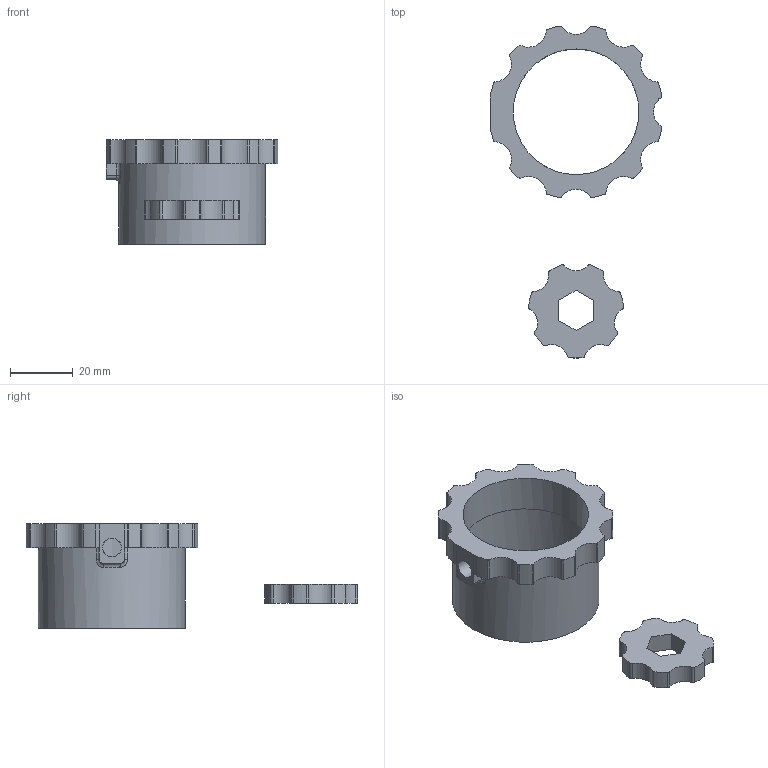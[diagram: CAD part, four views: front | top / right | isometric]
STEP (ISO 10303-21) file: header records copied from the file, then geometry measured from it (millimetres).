
FILE_DESCRIPTION(/* description */ (''),/* implementation_level */ '2;1');
FILE_NAME(/* name */ 'hopup v9.step',/* time_stamp */ '2020-08-24T19:02:58-07:00',/* author */ (''),/* organization */ (''),/* preprocessor_version */ 'ST-DEVELOPER v18.1',/* originating_system */ 'Autodesk Translation Framework v9.3.0.1241',/* authorisation */ '');
FILE_SCHEMA (('AUTOMOTIVE_DESIGN { 1 0 10303 214 3 1 1 }'));
Length unit declared in the file: inch
Products named in the file (1): hopup
Bounding box: 54.96 x 106.18 x 33.4 mm (x, y, z)
Volume: 15052.1 mm3; surface area: 13714 mm2
Topology: 2 solids, 2 shells, 106 faces, 303 edges, 200 vertices
Faces by surface type: cylinder 83, plane 20, bspline 2, torus 1
Full cylindrical faces by diameter (mm): 6 x1, 40.212 x1, 45.2 x1, 47 x1
Entity records: 3691 total; most frequent: CARTESIAN_POINT 729, DIRECTION 674, ORIENTED_EDGE 606, EDGE_CURVE 303, AXIS2_PLACEMENT_3D 274, VERTEX_POINT 200, CIRCLE 169, LINE 126
